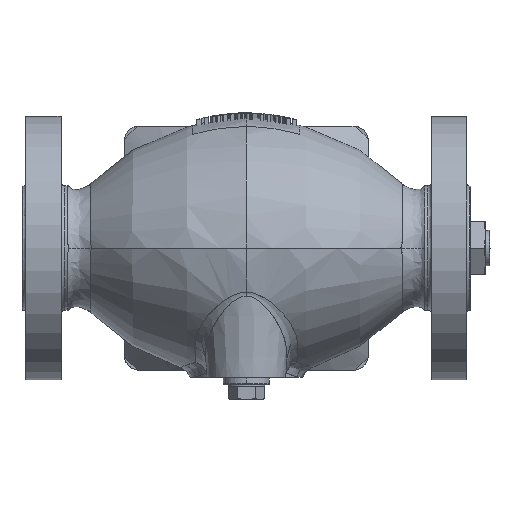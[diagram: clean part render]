
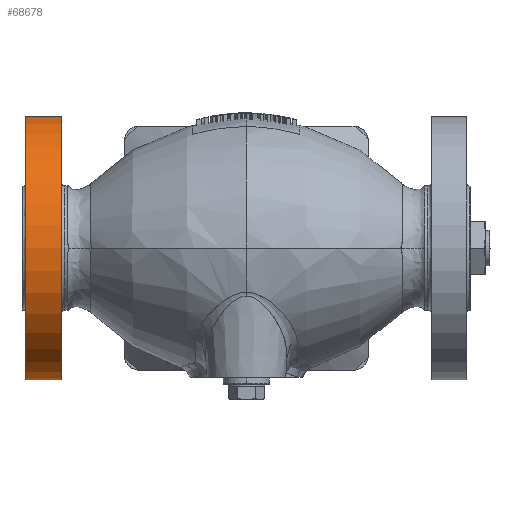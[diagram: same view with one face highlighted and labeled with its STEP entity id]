
A CAD part, front view. The second image highlights one B-rep face of the part: STEP entity #68678.
In plain terms, the highlighted cylindrical face has radius 54 mm (diameter 108 mm), a partial arc.
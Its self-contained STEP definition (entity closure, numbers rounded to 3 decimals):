
#897 = LINE ( 'NONE', #32628, #43078 ) ;
#5073 = EDGE_LOOP ( 'NONE', ( #86948, #32405, #104159, #63354 ) ) ;
#8252 = DIRECTION ( 'NONE',  ( -1., 0., 0. ) ) ;
#11350 = EDGE_CURVE ( 'NONE', #80153, #65887, #72707, .T. ) ;
#14628 = DIRECTION ( 'NONE',  ( 0., 0., 1. ) ) ;
#30117 = AXIS2_PLACEMENT_3D ( 'NONE', #61986, #8252, #70983 ) ;
#32405 = ORIENTED_EDGE ( 'NONE', *, *, #11350, .T. ) ;
#32628 = CARTESIAN_POINT ( 'NONE',  ( -74., 150.195, -54. ) ) ;
#33513 = DIRECTION ( 'NONE',  ( 1., 0., 0. ) ) ;
#33612 = CARTESIAN_POINT ( 'NONE',  ( -74., 150.195, 54. ) ) ;
#43078 = VECTOR ( 'NONE', #104322, 1000. ) ;
#46510 = CYLINDRICAL_SURFACE ( 'NONE', #106133, 54. ) ;
#51746 = LINE ( 'NONE', #33612, #99417 ) ;
#53070 = CARTESIAN_POINT ( 'NONE',  ( -90.4, 150.195, 54. ) ) ;
#59995 = EDGE_CURVE ( 'NONE', #91695, #90675, #64533, .T. ) ;
#61986 = CARTESIAN_POINT ( 'NONE',  ( -76., 150.195, 0. ) ) ;
#63354 = ORIENTED_EDGE ( 'NONE', *, *, #59995, .T. ) ;
#64533 = CIRCLE ( 'NONE', #30117, 54. ) ;
#65887 = VERTEX_POINT ( 'NONE', #105835 ) ;
#68678 = ADVANCED_FACE ( 'NONE', ( #96960 ), #46510, .T. ) ;
#70983 = DIRECTION ( 'NONE',  ( 0., 0., 1. ) ) ;
#72707 = CIRCLE ( 'NONE', #94523, 54. ) ;
#74849 = CARTESIAN_POINT ( 'NONE',  ( -76., 150.195, -54. ) ) ;
#77378 = CARTESIAN_POINT ( 'NONE',  ( -74., 150.195, 0. ) ) ;
#78365 = EDGE_CURVE ( 'NONE', #65887, #91695, #897, .T. ) ;
#80153 = VERTEX_POINT ( 'NONE', #53070 ) ;
#86948 = ORIENTED_EDGE ( 'NONE', *, *, #95122, .T. ) ;
#87150 = CARTESIAN_POINT ( 'NONE',  ( -90.4, 150.195, 0. ) ) ;
#89240 = CARTESIAN_POINT ( 'NONE',  ( -76., 150.195, 54. ) ) ;
#90675 = VERTEX_POINT ( 'NONE', #89240 ) ;
#91695 = VERTEX_POINT ( 'NONE', #74849 ) ;
#94523 = AXIS2_PLACEMENT_3D ( 'NONE', #87150, #33513, #96165 ) ;
#95122 = EDGE_CURVE ( 'NONE', #90675, #80153, #51746, .T. ) ;
#95361 = DIRECTION ( 'NONE',  ( -1., 0., 0. ) ) ;
#96165 = DIRECTION ( 'NONE',  ( 0., 0., 1. ) ) ;
#96268 = DIRECTION ( 'NONE',  ( -1., 0., 0. ) ) ;
#96960 = FACE_OUTER_BOUND ( 'NONE', #5073, .T. ) ;
#99417 = VECTOR ( 'NONE', #96268, 1000. ) ;
#104159 = ORIENTED_EDGE ( 'NONE', *, *, #78365, .T. ) ;
#104322 = DIRECTION ( 'NONE',  ( 1., 0., 0. ) ) ;
#105835 = CARTESIAN_POINT ( 'NONE',  ( -90.4, 150.195, -54. ) ) ;
#106133 = AXIS2_PLACEMENT_3D ( 'NONE', #77378, #95361, #14628 ) ;
